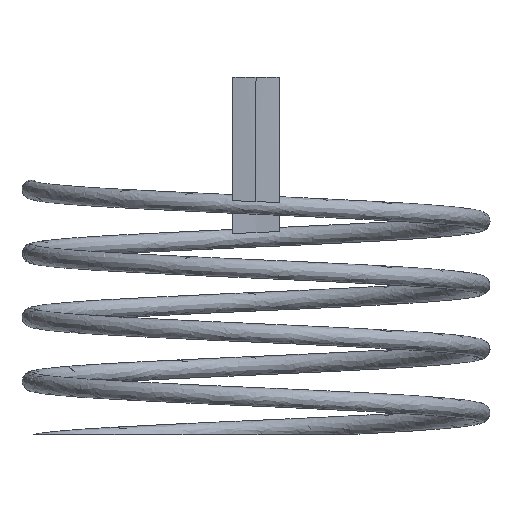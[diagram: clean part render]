
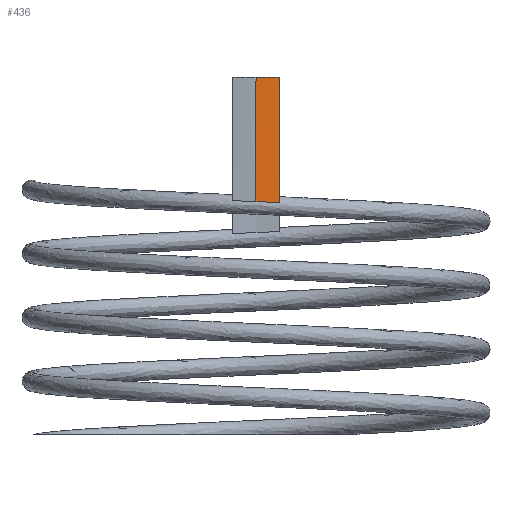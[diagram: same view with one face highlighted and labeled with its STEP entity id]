
A CAD part, top view. The second image highlights one B-rep face of the part: STEP entity #436.
In plain terms, the highlighted cylindrical face has radius 7.53 mm (diameter 15.06 mm), a partial arc.
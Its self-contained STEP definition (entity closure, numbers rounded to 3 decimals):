
#82 = CARTESIAN_POINT ( 'NONE',  ( 0.75, 12.46, 7.493 ) ) ;
#349 = CARTESIAN_POINT ( 'NONE',  ( 0.378, 12.476, 7.53 ) ) ;
#398 = EDGE_CURVE ( 'NONE', #828, #2437, #697, .T. ) ;
#427 = CARTESIAN_POINT ( 'NONE',  ( 0.75, -500000., 7.493 ) ) ;
#433 = EDGE_CURVE ( 'NONE', #1609, #2437, #1567, .T. ) ;
#436 = ADVANCED_FACE ( 'NONE', ( #2041 ), #1500, .T. ) ;
#536 = CARTESIAN_POINT ( 'NONE',  ( 0., -500000., 7.53 ) ) ;
#540 = VECTOR ( 'NONE', #1453, 1000. ) ;
#570 = LINE ( 'NONE', #536, #1943 ) ;
#627 = DIRECTION ( 'NONE',  ( 0., 0., 1. ) ) ;
#697 = CIRCLE ( 'NONE', #867, 7.53 ) ;
#718 = CARTESIAN_POINT ( 'NONE',  ( 0.75, 12.46, 7.493 ) ) ;
#828 = VERTEX_POINT ( 'NONE', #1393 ) ;
#867 = AXIS2_PLACEMENT_3D ( 'NONE', #2021, #1594, #2444 ) ;
#943 = CARTESIAN_POINT ( 'NONE',  ( 0.005, 12.492, 7.53 ) ) ;
#996 = AXIS2_PLACEMENT_3D ( 'NONE', #1018, #1817, #627 ) ;
#1015 = ORIENTED_EDGE ( 'NONE', *, *, #2390, .F. ) ;
#1018 = CARTESIAN_POINT ( 'NONE',  ( 0., -500000., 0. ) ) ;
#1131 = CARTESIAN_POINT ( 'NONE',  ( 0., 12.492, 7.53 ) ) ;
#1249 =( BOUNDED_CURVE ( )  B_SPLINE_CURVE ( 2, ( #718, #349, #943, #2392, #1408 ),
 .UNSPECIFIED., .F., .T. ) 
 B_SPLINE_CURVE_WITH_KNOTS ( ( 3, 2, 3 ),
 ( 0.855, 0.857, 0.857 ),
 .UNSPECIFIED. ) 
 CURVE ( )  GEOMETRIC_REPRESENTATION_ITEM ( )  RATIONAL_B_SPLINE_CURVE ( ( 0.51, 0.513, 0.517, 0.517, 0.517 ) ) 
 REPRESENTATION_ITEM ( '' )  );
#1393 = CARTESIAN_POINT ( 'NONE',  ( 0., 16.5, 7.53 ) ) ;
#1408 = CARTESIAN_POINT ( 'NONE',  ( 0., 12.492, 7.53 ) ) ;
#1410 = EDGE_LOOP ( 'NONE', ( #1015, #1979, #1595, #2349 ) ) ;
#1453 = DIRECTION ( 'NONE',  ( 0., 1., 0. ) ) ;
#1500 = CYLINDRICAL_SURFACE ( 'NONE', #996, 7.53 ) ;
#1567 = LINE ( 'NONE', #427, #540 ) ;
#1594 = DIRECTION ( 'NONE',  ( 0., 1., 0. ) ) ;
#1595 = ORIENTED_EDGE ( 'NONE', *, *, #433, .T. ) ;
#1609 = VERTEX_POINT ( 'NONE', #82 ) ;
#1729 = CARTESIAN_POINT ( 'NONE',  ( 0.75, 16.5, 7.493 ) ) ;
#1817 = DIRECTION ( 'NONE',  ( 0., 1., 0. ) ) ;
#1921 = DIRECTION ( 'NONE',  ( 0., 1., 0. ) ) ;
#1943 = VECTOR ( 'NONE', #1921, 1000. ) ;
#1979 = ORIENTED_EDGE ( 'NONE', *, *, #2439, .F. ) ;
#2021 = CARTESIAN_POINT ( 'NONE',  ( 0., 16.5, 0. ) ) ;
#2041 = FACE_OUTER_BOUND ( 'NONE', #1410, .T. ) ;
#2349 = ORIENTED_EDGE ( 'NONE', *, *, #398, .F. ) ;
#2390 = EDGE_CURVE ( 'NONE', #2464, #828, #570, .T. ) ;
#2392 = CARTESIAN_POINT ( 'NONE',  ( 0.002, 12.492, 7.53 ) ) ;
#2437 = VERTEX_POINT ( 'NONE', #1729 ) ;
#2439 = EDGE_CURVE ( 'NONE', #1609, #2464, #1249, .T. ) ;
#2444 = DIRECTION ( 'NONE',  ( 0., 0., 1. ) ) ;
#2464 = VERTEX_POINT ( 'NONE', #1131 ) ;
